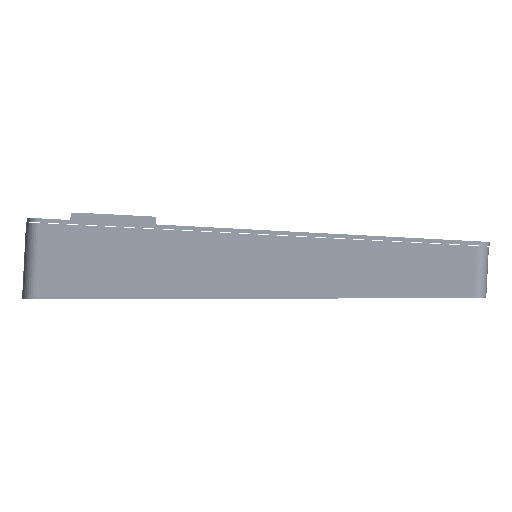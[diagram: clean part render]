
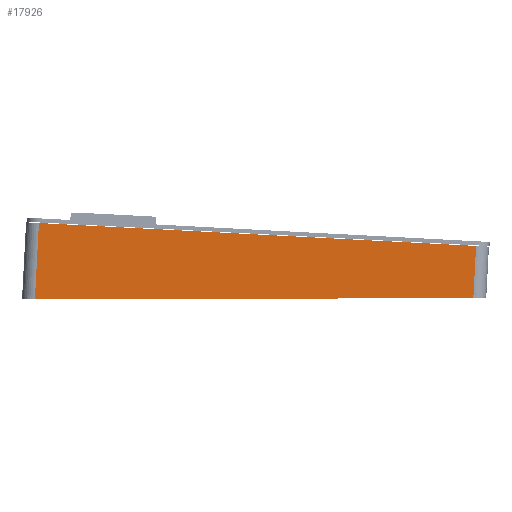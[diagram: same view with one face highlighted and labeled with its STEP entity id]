
A CAD part, left-side view. The second image highlights one B-rep face of the part: STEP entity #17926.
In plain terms, the highlighted planar face has unit normal (-1, 0, 0).
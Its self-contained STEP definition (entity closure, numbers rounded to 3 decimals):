
#3977=FACE_OUTER_BOUND('',#5857,.T.);
#5857=EDGE_LOOP('',(#15639,#15640,#15641,#15642));
#6787=LINE('',#28531,#7854);
#6788=LINE('',#28534,#7855);
#6800=LINE('',#28568,#7867);
#6801=LINE('',#28569,#7868);
#7854=VECTOR('',#24193,10.);
#7855=VECTOR('',#24196,10.);
#7867=VECTOR('',#24220,10.);
#7868=VECTOR('',#24221,10.);
#9424=VERTEX_POINT('',#28524);
#9427=VERTEX_POINT('',#28529);
#9428=VERTEX_POINT('',#28533);
#9444=VERTEX_POINT('',#28567);
#11577=EDGE_CURVE('',#9427,#9424,#6787,.T.);
#11578=EDGE_CURVE('',#9424,#9428,#6788,.T.);
#11595=EDGE_CURVE('',#9427,#9444,#6800,.T.);
#11596=EDGE_CURVE('',#9428,#9444,#6801,.T.);
#15639=ORIENTED_EDGE('',*,*,#11577,.F.);
#15640=ORIENTED_EDGE('',*,*,#11595,.T.);
#15641=ORIENTED_EDGE('',*,*,#11596,.F.);
#15642=ORIENTED_EDGE('',*,*,#11578,.F.);
#17207=PLANE('',#19981);
#17926=ADVANCED_FACE('',(#3977),#17207,.T.);
#19981=AXIS2_PLACEMENT_3D('',#28566,#24218,#24219);
#24193=DIRECTION('',(0.,-0.052,0.999));
#24196=DIRECTION('',(0.,-0.999,-0.052));
#24218=DIRECTION('center_axis',(-1.,0.,0.));
#24219=DIRECTION('ref_axis',(0.,-0.999,-0.052));
#24220=DIRECTION('',(0.,-1.,0.003));
#24221=DIRECTION('',(0.,0.052,-0.999));
#28524=CARTESIAN_POINT('',(-140.5,163.383,28.874));
#28529=CARTESIAN_POINT('',(-140.5,164.938,-0.808));
#28531=CARTESIAN_POINT('',(-140.5,164.429,8.901));
#28533=CARTESIAN_POINT('',(-140.5,-6.384,19.977));
#28534=CARTESIAN_POINT('',(-140.5,-11.378,19.715));
#28566=CARTESIAN_POINT('Origin',(-140.5,169.422,9.163));
#28567=CARTESIAN_POINT('',(-140.5,-5.323,-0.273));
#28568=CARTESIAN_POINT('',(-140.5,169.946,-0.823));
#28569=CARTESIAN_POINT('',(-140.5,-5.338,0.004));
